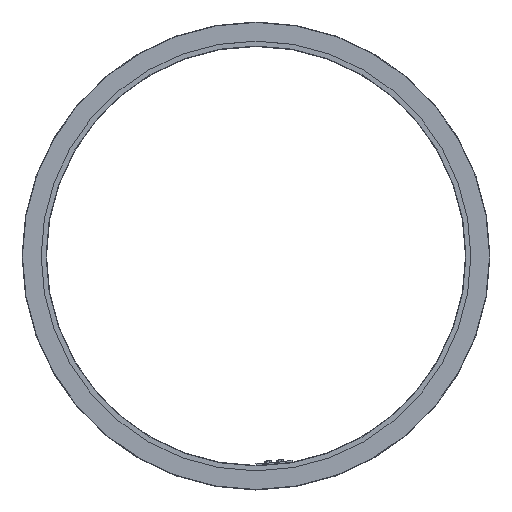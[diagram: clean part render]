
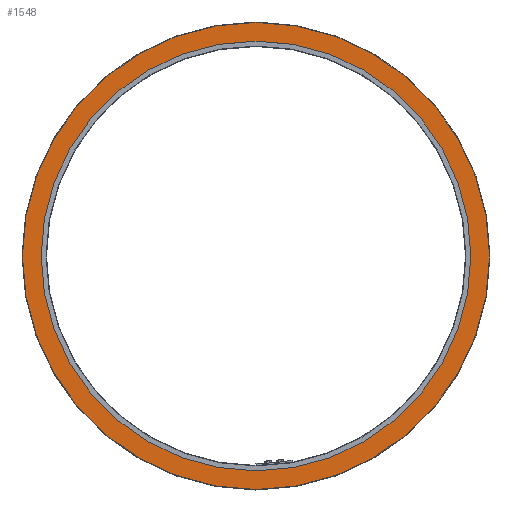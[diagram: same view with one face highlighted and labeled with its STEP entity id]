
A CAD part, top view. The second image highlights one B-rep face of the part: STEP entity #1548.
In plain terms, the highlighted planar face has unit normal (0, 0, 1).
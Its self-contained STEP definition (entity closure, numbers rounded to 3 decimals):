
#277 = ORIENTED_EDGE ( 'NONE', *, *, #2932, .F. ) ;
#288 = VERTEX_POINT ( 'NONE', #3580 ) ;
#408 = DIRECTION ( 'NONE',  ( 1., 0., 0. ) ) ;
#664 = CIRCLE ( 'NONE', #3983, 549. ) ;
#827 = PLANE ( 'NONE',  #1408 ) ;
#940 = VERTEX_POINT ( 'NONE', #1594 ) ;
#1158 = DIRECTION ( 'NONE',  ( -1., 0., 0. ) ) ;
#1240 = CARTESIAN_POINT ( 'NONE',  ( 0., 0., 32.5 ) ) ;
#1408 = AXIS2_PLACEMENT_3D ( 'NONE', #1813, #2461, #1158 ) ;
#1492 = FACE_OUTER_BOUND ( 'NONE', #3212, .T. ) ;
#1548 = ADVANCED_FACE ( 'NONE', ( #1492, #3138 ), #827, .F. ) ;
#1594 = CARTESIAN_POINT ( 'NONE',  ( 505., 0., 32.5 ) ) ;
#1813 = CARTESIAN_POINT ( 'NONE',  ( -505., 0., 32.5 ) ) ;
#2181 = DIRECTION ( 'NONE',  ( -1., 0., 0. ) ) ;
#2183 = AXIS2_PLACEMENT_3D ( 'NONE', #3332, #3986, #408 ) ;
#2258 = EDGE_CURVE ( 'NONE', #288, #288, #664, .T. ) ;
#2461 = DIRECTION ( 'NONE',  ( 0., 0., -1. ) ) ;
#2877 = CIRCLE ( 'NONE', #2183, 505. ) ;
#2932 = EDGE_CURVE ( 'NONE', #940, #940, #2877, .T. ) ;
#3138 = FACE_BOUND ( 'NONE', #3397, .T. ) ;
#3212 = EDGE_LOOP ( 'NONE', ( #3275 ) ) ;
#3275 = ORIENTED_EDGE ( 'NONE', *, *, #2258, .T. ) ;
#3332 = CARTESIAN_POINT ( 'NONE',  ( 0., 0., 32.5 ) ) ;
#3397 = EDGE_LOOP ( 'NONE', ( #277 ) ) ;
#3516 = DIRECTION ( 'NONE',  ( 0., 0., 1. ) ) ;
#3580 = CARTESIAN_POINT ( 'NONE',  ( -549., 0., 32.5 ) ) ;
#3983 = AXIS2_PLACEMENT_3D ( 'NONE', #1240, #3516, #2181 ) ;
#3986 = DIRECTION ( 'NONE',  ( 0., 0., 1. ) ) ;
